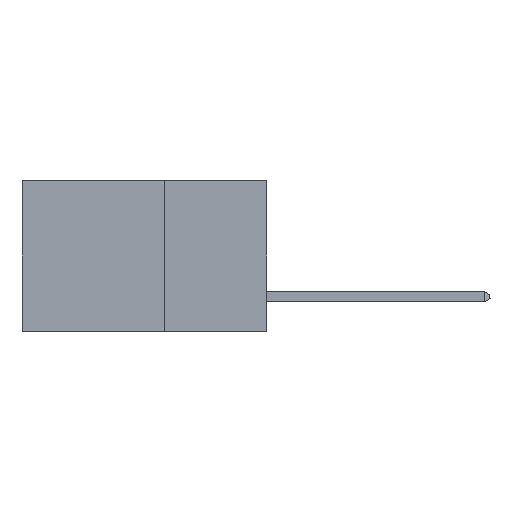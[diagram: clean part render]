
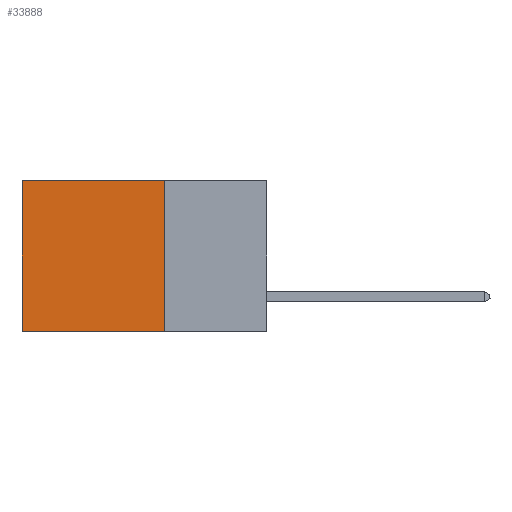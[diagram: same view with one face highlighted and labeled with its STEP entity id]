
A CAD part, left-side view. The second image highlights one B-rep face of the part: STEP entity #33888.
In plain terms, the highlighted planar face has unit normal (-1, 0, 0).
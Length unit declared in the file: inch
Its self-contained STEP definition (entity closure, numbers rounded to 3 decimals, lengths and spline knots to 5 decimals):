
#349 = CARTESIAN_POINT ( 'NONE',  ( 0.2875, 0.25, 0. ) ) ;
#1437 = EDGE_CURVE ( 'NONE', #33665, #7045, #23426, .T. ) ;
#3023 = ORIENTED_EDGE ( 'NONE', *, *, #18823, .F. ) ;
#4883 = CARTESIAN_POINT ( 'NONE',  ( 0.2875, 0.25, -0.37 ) ) ;
#7045 = VERTEX_POINT ( 'NONE', #16979 ) ;
#7337 = CARTESIAN_POINT ( 'NONE',  ( 0.2875, 0.25, 0. ) ) ;
#7405 = VECTOR ( 'NONE', #34748, 39.37008 ) ;
#8944 = DIRECTION ( 'NONE',  ( 0., 0., -1. ) ) ;
#9271 = LINE ( 'NONE', #15198, #12747 ) ;
#11575 = DIRECTION ( 'NONE',  ( 0., 0., -1. ) ) ;
#11617 = EDGE_CURVE ( 'NONE', #28750, #33665, #40058, .T. ) ;
#12747 = VECTOR ( 'NONE', #22271, 39.37008 ) ;
#12830 = AXIS2_PLACEMENT_3D ( 'NONE', #349, #33946, #11575 ) ;
#15198 = CARTESIAN_POINT ( 'NONE',  ( 0.2875, 0.25, 0. ) ) ;
#16979 = CARTESIAN_POINT ( 'NONE',  ( 0.2875, 0.6, -0.37 ) ) ;
#18823 = EDGE_CURVE ( 'NONE', #28332, #7045, #41234, .T. ) ;
#20135 = DIRECTION ( 'NONE',  ( 0., 1., 0. ) ) ;
#20245 = CARTESIAN_POINT ( 'NONE',  ( 0.2875, 0.6, 0. ) ) ;
#22271 = DIRECTION ( 'NONE',  ( 0., 0., -1. ) ) ;
#23426 = LINE ( 'NONE', #20245, #30370 ) ;
#25500 = ORIENTED_EDGE ( 'NONE', *, *, #11617, .T. ) ;
#28332 = VERTEX_POINT ( 'NONE', #34183 ) ;
#28750 = VERTEX_POINT ( 'NONE', #7337 ) ;
#29973 = EDGE_CURVE ( 'NONE', #28750, #28332, #9271, .T. ) ;
#30370 = VECTOR ( 'NONE', #8944, 39.37008 ) ;
#33617 = ORIENTED_EDGE ( 'NONE', *, *, #29973, .F. ) ;
#33665 = VERTEX_POINT ( 'NONE', #39019 ) ;
#33888 = ADVANCED_FACE ( 'NONE', ( #42121 ), #45062, .F. ) ;
#33946 = DIRECTION ( 'NONE',  ( 1., 0., 0. ) ) ;
#34183 = CARTESIAN_POINT ( 'NONE',  ( 0.2875, 0.25, -0.37 ) ) ;
#34473 = CARTESIAN_POINT ( 'NONE',  ( 0.2875, 0.25, 0. ) ) ;
#34748 = DIRECTION ( 'NONE',  ( 0., 1., 0. ) ) ;
#39019 = CARTESIAN_POINT ( 'NONE',  ( 0.2875, 0.6, 0. ) ) ;
#40058 = LINE ( 'NONE', #34473, #48230 ) ;
#41234 = LINE ( 'NONE', #4883, #7405 ) ;
#42121 = FACE_OUTER_BOUND ( 'NONE', #43660, .T. ) ;
#43660 = EDGE_LOOP ( 'NONE', ( #46120, #3023, #33617, #25500 ) ) ;
#45062 = PLANE ( 'NONE',  #12830 ) ;
#46120 = ORIENTED_EDGE ( 'NONE', *, *, #1437, .T. ) ;
#48230 = VECTOR ( 'NONE', #20135, 39.37008 ) ;
